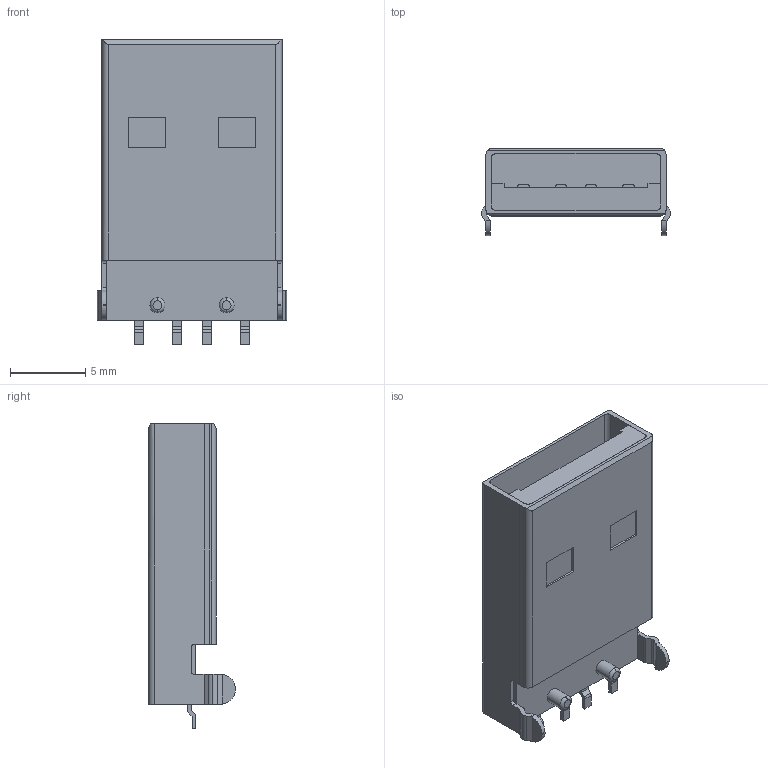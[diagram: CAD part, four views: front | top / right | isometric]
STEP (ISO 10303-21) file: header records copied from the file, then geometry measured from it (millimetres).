
FILE_DESCRIPTION(('STEP AP242'),'1');
FILE_NAME('a-usb_a-lp-smt-c.stp','2020-11-16T17:52:46',('TraceParts'),('TraceParts S.A.'),'Spatial InterOp 3D',' ',' ');
FILE_SCHEMA(('AP242_MANAGED_MODEL_BASED_3D_ENGINEERING_MIM_LF {1 0 10303 442 1 1 4}'));
Length unit declared in the file: millimetre
Products named in the file (1): a-usb_a-lp-smt-c
Bounding box: 12.61 x 5.8 x 20.3 mm (x, y, z)
Volume: 592.3 mm3; surface area: 1149 mm2
Topology: 1 solids, 1 shells, 189 faces, 536 edges, 358 vertices
Faces by surface type: plane 119, cylinder 66, torus 4
Entity records: 11922 total; most frequent: CARTESIAN_POINT 1108, ORIENTED_EDGE 1072, DIRECTION 1060, STYLED_ITEM 1033, PRESENTATION_STYLE_ASSIGNMENT 1033, COLOUR_RGB 1033, EDGE_CURVE 536, CURVE_STYLE 516
